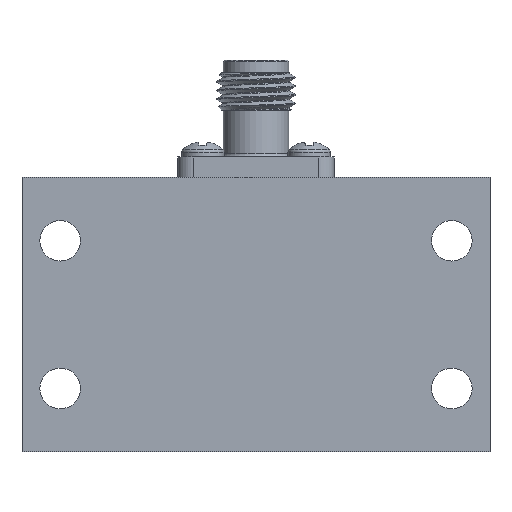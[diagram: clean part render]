
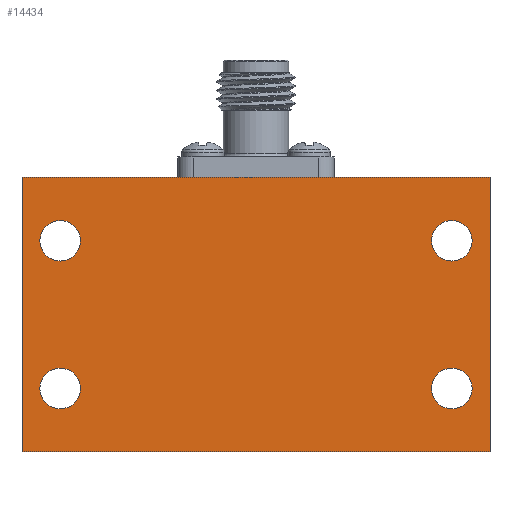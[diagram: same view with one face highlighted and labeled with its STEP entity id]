
A CAD part, front view. The second image highlights one B-rep face of the part: STEP entity #14434.
In plain terms, the highlighted planar face has unit normal (0, -1, 0).
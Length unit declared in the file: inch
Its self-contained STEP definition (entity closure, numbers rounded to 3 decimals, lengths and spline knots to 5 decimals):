
#66 = EDGE_LOOP ( 'NONE', ( #1683 ) ) ;
#1248 = CIRCLE ( 'NONE', #7318, 0.06496 ) ;
#1281 = CARTESIAN_POINT ( 'NONE',  ( -0.74803, 0., 0.43898 ) ) ;
#1410 = CARTESIAN_POINT ( 'NONE',  ( 0.74803, 0., -0.43898 ) ) ;
#1528 = CARTESIAN_POINT ( 'NONE',  ( -0.74803, 0., -0.43898 ) ) ;
#1683 = ORIENTED_EDGE ( 'NONE', *, *, #10432, .T. ) ;
#1693 = CIRCLE ( 'NONE', #13401, 0.06496 ) ;
#1986 = ORIENTED_EDGE ( 'NONE', *, *, #11651, .T. ) ;
#2284 = CARTESIAN_POINT ( 'NONE',  ( -0.62598, 0., 0.23622 ) ) ;
#2545 = CARTESIAN_POINT ( 'NONE',  ( 0.62598, 0., 0.23622 ) ) ;
#2691 = VERTEX_POINT ( 'NONE', #15841 ) ;
#2919 = VERTEX_POINT ( 'NONE', #12828 ) ;
#3003 = FACE_BOUND ( 'NONE', #14720, .T. ) ;
#3425 = LINE ( 'NONE', #17508, #18545 ) ;
#3939 = AXIS2_PLACEMENT_3D ( 'NONE', #11465, #14566, #17355 ) ;
#3978 = DIRECTION ( 'NONE',  ( 0., 1., 0. ) ) ;
#4027 = EDGE_CURVE ( 'NONE', #2919, #2919, #6601, .T. ) ;
#4152 = CARTESIAN_POINT ( 'NONE',  ( 0.62598, 0., -0.17126 ) ) ;
#4504 = CARTESIAN_POINT ( 'NONE',  ( -0.74803, 0., -0.43898 ) ) ;
#4533 = ORIENTED_EDGE ( 'NONE', *, *, #5798, .F. ) ;
#5061 = FACE_BOUND ( 'NONE', #66, .T. ) ;
#5758 = DIRECTION ( 'NONE',  ( 0., 0., -1. ) ) ;
#5770 = DIRECTION ( 'NONE',  ( 0., 1., 0. ) ) ;
#5798 = EDGE_CURVE ( 'NONE', #16164, #17424, #9326, .T. ) ;
#5865 = PLANE ( 'NONE',  #3939 ) ;
#5930 = DIRECTION ( 'NONE',  ( -1., 0., 0. ) ) ;
#6513 = EDGE_CURVE ( 'NONE', #17424, #11243, #8825, .T. ) ;
#6551 = DIRECTION ( 'NONE',  ( 0., 0., 1. ) ) ;
#6601 = CIRCLE ( 'NONE', #18089, 0.06496 ) ;
#7318 = AXIS2_PLACEMENT_3D ( 'NONE', #2545, #3978, #17365 ) ;
#7345 = FACE_BOUND ( 'NONE', #14014, .T. ) ;
#7810 = VERTEX_POINT ( 'NONE', #1410 ) ;
#8328 = ORIENTED_EDGE ( 'NONE', *, *, #17581, .F. ) ;
#8489 = LINE ( 'NONE', #1528, #14281 ) ;
#8610 = CARTESIAN_POINT ( 'NONE',  ( 0.62598, 0., 0.30118 ) ) ;
#8825 = LINE ( 'NONE', #1281, #13929 ) ;
#9060 = EDGE_CURVE ( 'NONE', #2691, #2691, #10211, .T. ) ;
#9326 = LINE ( 'NONE', #11090, #12806 ) ;
#9341 = DIRECTION ( 'NONE',  ( 0., 1., 0. ) ) ;
#9663 = AXIS2_PLACEMENT_3D ( 'NONE', #10345, #5770, #14664 ) ;
#9766 = EDGE_LOOP ( 'NONE', ( #1986 ) ) ;
#9795 = VERTEX_POINT ( 'NONE', #4152 ) ;
#10211 = CIRCLE ( 'NONE', #9663, 0.06496 ) ;
#10345 = CARTESIAN_POINT ( 'NONE',  ( -0.62598, 0., -0.23622 ) ) ;
#10367 = ORIENTED_EDGE ( 'NONE', *, *, #6513, .F. ) ;
#10432 = EDGE_CURVE ( 'NONE', #18967, #18967, #1248, .T. ) ;
#11090 = CARTESIAN_POINT ( 'NONE',  ( -0.74803, 0., 0.43898 ) ) ;
#11243 = VERTEX_POINT ( 'NONE', #18935 ) ;
#11379 = CARTESIAN_POINT ( 'NONE',  ( -0.74803, 0., 0.43898 ) ) ;
#11465 = CARTESIAN_POINT ( 'NONE',  ( 0., 0., 0. ) ) ;
#11651 = EDGE_CURVE ( 'NONE', #9795, #9795, #1693, .T. ) ;
#12304 = DIRECTION ( 'NONE',  ( 0., 0., 1. ) ) ;
#12806 = VECTOR ( 'NONE', #18586, 39.37008 ) ;
#12828 = CARTESIAN_POINT ( 'NONE',  ( -0.62598, 0., 0.30118 ) ) ;
#12896 = FACE_OUTER_BOUND ( 'NONE', #17640, .T. ) ;
#13401 = AXIS2_PLACEMENT_3D ( 'NONE', #13901, #14029, #6551 ) ;
#13901 = CARTESIAN_POINT ( 'NONE',  ( 0.62598, 0., -0.23622 ) ) ;
#13929 = VECTOR ( 'NONE', #15151, 39.37008 ) ;
#14014 = EDGE_LOOP ( 'NONE', ( #14300 ) ) ;
#14029 = DIRECTION ( 'NONE',  ( 0., 1., 0. ) ) ;
#14281 = VECTOR ( 'NONE', #5930, 39.37008 ) ;
#14300 = ORIENTED_EDGE ( 'NONE', *, *, #4027, .T. ) ;
#14434 = ADVANCED_FACE ( 'NONE', ( #7345, #5061, #16565, #3003, #12896 ), #5865, .T. ) ;
#14566 = DIRECTION ( 'NONE',  ( 0., -1., 0. ) ) ;
#14664 = DIRECTION ( 'NONE',  ( 0., 0., 1. ) ) ;
#14693 = EDGE_CURVE ( 'NONE', #7810, #16164, #8489, .T. ) ;
#14720 = EDGE_LOOP ( 'NONE', ( #15502 ) ) ;
#15151 = DIRECTION ( 'NONE',  ( 1., 0., 0. ) ) ;
#15502 = ORIENTED_EDGE ( 'NONE', *, *, #9060, .T. ) ;
#15841 = CARTESIAN_POINT ( 'NONE',  ( -0.62598, 0., -0.17126 ) ) ;
#16121 = ORIENTED_EDGE ( 'NONE', *, *, #14693, .F. ) ;
#16164 = VERTEX_POINT ( 'NONE', #4504 ) ;
#16565 = FACE_BOUND ( 'NONE', #9766, .T. ) ;
#17355 = DIRECTION ( 'NONE',  ( 0., 0., -1. ) ) ;
#17365 = DIRECTION ( 'NONE',  ( 0., 0., 1. ) ) ;
#17424 = VERTEX_POINT ( 'NONE', #11379 ) ;
#17508 = CARTESIAN_POINT ( 'NONE',  ( 0.74803, 0., 0.43898 ) ) ;
#17581 = EDGE_CURVE ( 'NONE', #11243, #7810, #3425, .T. ) ;
#17640 = EDGE_LOOP ( 'NONE', ( #8328, #10367, #4533, #16121 ) ) ;
#18089 = AXIS2_PLACEMENT_3D ( 'NONE', #2284, #9341, #12304 ) ;
#18545 = VECTOR ( 'NONE', #5758, 39.37008 ) ;
#18586 = DIRECTION ( 'NONE',  ( 0., 0., 1. ) ) ;
#18935 = CARTESIAN_POINT ( 'NONE',  ( 0.74803, 0., 0.43898 ) ) ;
#18967 = VERTEX_POINT ( 'NONE', #8610 ) ;
